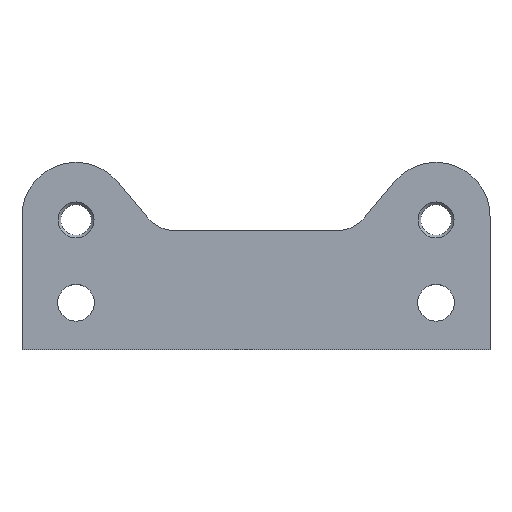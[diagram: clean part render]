
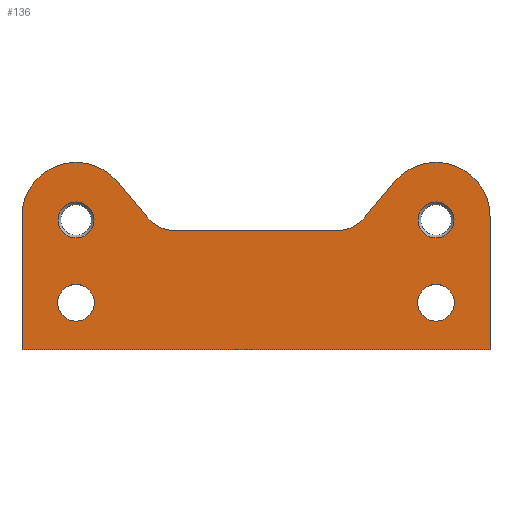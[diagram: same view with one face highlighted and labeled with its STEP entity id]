
A CAD part, top view. The second image highlights one B-rep face of the part: STEP entity #136.
In plain terms, the highlighted planar face has unit normal (0, 0, 1).
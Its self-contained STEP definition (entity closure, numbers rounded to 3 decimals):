
#42=FACE_BOUND('',#217,.T.);
#43=FACE_BOUND('',#218,.T.);
#44=FACE_BOUND('',#219,.T.);
#45=FACE_BOUND('',#220,.T.);
#46=FACE_BOUND('',#221,.T.);
#87=CIRCLE('',#700,15.);
#89=CIRCLE('',#706,15.);
#92=CIRCLE('',#712,5.1);
#93=CIRCLE('',#713,5.1);
#94=CIRCLE('',#714,5.);
#95=CIRCLE('',#715,5.);
#96=CIRCLE('',#716,10.);
#97=CIRCLE('',#717,10.);
#136=ADVANCED_FACE('',(#42,#43,#44,#45,#46),#173,.F.);
#173=PLANE('',#718);
#217=EDGE_LOOP('',(#302));
#218=EDGE_LOOP('',(#303));
#219=EDGE_LOOP('',(#304));
#220=EDGE_LOOP('',(#305));
#221=EDGE_LOOP('',(#306,#307,#308,#309,#310,#311,#312,#313,#314,#315));
#302=ORIENTED_EDGE('',*,*,#540,.T.);
#303=ORIENTED_EDGE('',*,*,#541,.T.);
#304=ORIENTED_EDGE('',*,*,#542,.T.);
#305=ORIENTED_EDGE('',*,*,#543,.T.);
#306=ORIENTED_EDGE('',*,*,#538,.F.);
#307=ORIENTED_EDGE('',*,*,#511,.F.);
#308=ORIENTED_EDGE('',*,*,#534,.F.);
#309=ORIENTED_EDGE('',*,*,#528,.F.);
#310=ORIENTED_EDGE('',*,*,#525,.F.);
#311=ORIENTED_EDGE('',*,*,#544,.T.);
#312=ORIENTED_EDGE('',*,*,#519,.F.);
#313=ORIENTED_EDGE('',*,*,#545,.T.);
#314=ORIENTED_EDGE('',*,*,#516,.F.);
#315=ORIENTED_EDGE('',*,*,#514,.F.);
#446=VERTEX_POINT('',#994);
#449=VERTEX_POINT('',#999);
#452=VERTEX_POINT('',#1006);
#453=VERTEX_POINT('',#1008);
#454=VERTEX_POINT('',#1012);
#456=VERTEX_POINT('',#1018);
#457=VERTEX_POINT('',#1019);
#462=VERTEX_POINT('',#1030);
#463=VERTEX_POINT('',#1032);
#465=VERTEX_POINT('',#1038);
#472=VERTEX_POINT('',#1060);
#473=VERTEX_POINT('',#1062);
#474=VERTEX_POINT('',#1064);
#475=VERTEX_POINT('',#1066);
#511=EDGE_CURVE('',#449,#446,#602,.T.);
#514=EDGE_CURVE('',#452,#453,#87,.T.);
#516=EDGE_CURVE('',#453,#454,#605,.T.);
#519=EDGE_CURVE('',#456,#457,#608,.T.);
#525=EDGE_CURVE('',#462,#463,#614,.T.);
#528=EDGE_CURVE('',#463,#465,#89,.T.);
#534=EDGE_CURVE('',#465,#449,#620,.T.);
#538=EDGE_CURVE('',#446,#452,#623,.T.);
#540=EDGE_CURVE('',#472,#472,#92,.T.);
#541=EDGE_CURVE('',#473,#473,#93,.T.);
#542=EDGE_CURVE('',#474,#474,#94,.T.);
#543=EDGE_CURVE('',#475,#475,#95,.T.);
#544=EDGE_CURVE('',#462,#457,#96,.T.);
#545=EDGE_CURVE('',#456,#454,#97,.T.);
#602=LINE('',#1000,#651);
#605=LINE('',#1011,#654);
#608=LINE('',#1017,#657);
#614=LINE('',#1031,#663);
#620=LINE('',#1048,#669);
#623=LINE('',#1056,#672);
#651=VECTOR('',#784,1.);
#654=VECTOR('',#795,1.);
#657=VECTOR('',#800,1.);
#663=VECTOR('',#808,1.);
#669=VECTOR('',#824,1.);
#672=VECTOR('',#831,1.);
#700=AXIS2_PLACEMENT_3D('',#1007,#790,#791);
#706=AXIS2_PLACEMENT_3D('',#1037,#814,#815);
#712=AXIS2_PLACEMENT_3D('',#1059,#835,#836);
#713=AXIS2_PLACEMENT_3D('',#1061,#837,#838);
#714=AXIS2_PLACEMENT_3D('',#1063,#839,#840);
#715=AXIS2_PLACEMENT_3D('',#1065,#841,#842);
#716=AXIS2_PLACEMENT_3D('',#1067,#843,#844);
#717=AXIS2_PLACEMENT_3D('',#1068,#845,#846);
#718=AXIS2_PLACEMENT_3D('',#1069,#847,#848);
#784=DIRECTION('',(-1.,0.,0.));
#790=DIRECTION('',(0.,0.,-1.));
#791=DIRECTION('',(-1.,0.,0.));
#795=DIRECTION('',(0.643,-0.766,0.));
#800=DIRECTION('',(1.,0.,0.));
#808=DIRECTION('',(0.643,0.766,0.));
#814=DIRECTION('',(0.,0.,-1.));
#815=DIRECTION('',(1.,0.,0.));
#824=DIRECTION('',(0.,-1.,0.));
#831=DIRECTION('',(0.,1.,0.));
#835=DIRECTION('',(0.,0.,-1.));
#836=DIRECTION('',(-1.,0.,0.));
#837=DIRECTION('',(0.,0.,-1.));
#838=DIRECTION('',(-1.,0.,0.));
#839=DIRECTION('',(0.,0.,-1.));
#840=DIRECTION('',(-1.,0.,0.));
#841=DIRECTION('',(0.,0.,-1.));
#842=DIRECTION('',(-1.,0.,0.));
#843=DIRECTION('',(0.,0.,-1.));
#844=DIRECTION('',(-1.,0.,0.));
#845=DIRECTION('',(0.,0.,-1.));
#846=DIRECTION('',(-1.,0.,0.));
#847=DIRECTION('',(0.,0.,-1.));
#848=DIRECTION('',(-1.,0.,0.));
#994=CARTESIAN_POINT('',(-65.,0.,15.));
#999=CARTESIAN_POINT('',(65.,0.,15.));
#1000=CARTESIAN_POINT('',(65.,0.,15.));
#1006=CARTESIAN_POINT('',(-65.,37.,15.));
#1007=CARTESIAN_POINT('',(-50.,37.,15.));
#1008=CARTESIAN_POINT('',(-38.509,46.642,15.));
#1011=CARTESIAN_POINT('',(-38.509,46.642,15.));
#1012=CARTESIAN_POINT('',(-30.06,36.572,15.));
#1017=CARTESIAN_POINT('',(-27.062,33.,15.));
#1018=CARTESIAN_POINT('',(-22.399,33.,15.));
#1019=CARTESIAN_POINT('',(22.399,33.,15.));
#1030=CARTESIAN_POINT('',(30.06,36.572,15.));
#1031=CARTESIAN_POINT('',(27.062,33.,15.));
#1032=CARTESIAN_POINT('',(38.509,46.642,15.));
#1037=CARTESIAN_POINT('',(50.,37.,15.));
#1038=CARTESIAN_POINT('',(65.,37.,15.));
#1048=CARTESIAN_POINT('',(65.,37.,15.));
#1056=CARTESIAN_POINT('',(-65.,26.,15.));
#1059=CARTESIAN_POINT('',(50.,13.,15.));
#1060=CARTESIAN_POINT('',(44.9,13.,15.));
#1061=CARTESIAN_POINT('',(-50.,13.,15.));
#1062=CARTESIAN_POINT('',(-55.1,13.,15.));
#1063=CARTESIAN_POINT('',(50.,36.,15.));
#1064=CARTESIAN_POINT('',(45.,36.,15.));
#1065=CARTESIAN_POINT('',(-50.,36.,15.));
#1066=CARTESIAN_POINT('',(-55.,36.,15.));
#1067=CARTESIAN_POINT('',(22.399,43.,15.));
#1068=CARTESIAN_POINT('',(-22.399,43.,15.));
#1069=CARTESIAN_POINT('',(-50.,37.,15.));
